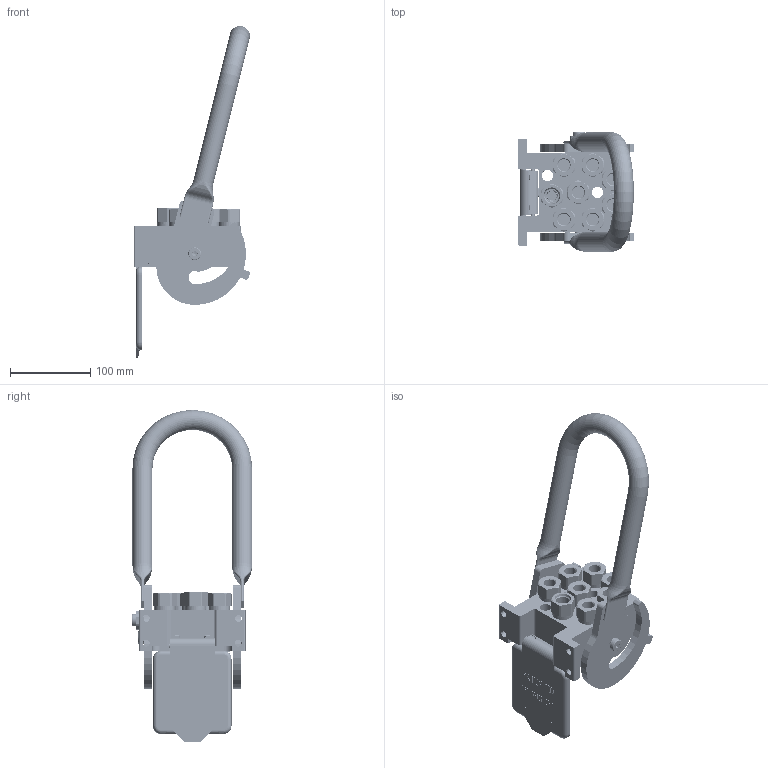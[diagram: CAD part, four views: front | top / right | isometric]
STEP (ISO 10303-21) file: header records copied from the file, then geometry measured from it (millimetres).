
FILE_DESCRIPTION (( 'STEP AP214' ), '1' );
FILE_NAME ('FASTER.step', '2021-04-23T03:12:12', ( '' ), ( '' ), 'SwSTEP 2.0', 'SolidWorks 2017', '' );
FILE_SCHEMA (( 'AUTOMOTIVE_DESIGN' ));
Length unit declared in the file: millimetre
Products named in the file (33): 2ffnb38-12saef; 4830_024_1000_011; 4830_025_0000_000; 4830_001_0005_301; or1_5x7_m; A_2ffnb38-12saef; 4850_020_0000_000; 4132_072_0000_300; 4830_024_5000_000_ASM; 4840_024_1000_020; 4830_024_5000_000_p5068; A4830_024_5000_000_p5068; 4132_014_0000_000; A_2ffnb38_gas_f; CURS_MOLLA_38; 4830_026_0000_000; et011; 2ffnb38_gas_f; 0048_042_0412_000; 0048_317_1000_000; 4820_001_0004_000; sicura; FASTER; 4830_070_0000_000; 4830_022_0000_000; P5068_F_BASE; 4830_013_3000_030; 4830_001_0005_300; 020_14_150; 4810_001_0001_014; 4840_024_1000_010
Assembly tree (41 placements, depth 5):
  FASTER
    P5068_F_BASE
      4850_020_0000_000
      4830_013_3000_030  x2
      4820_001_0004_000
      4810_001_0001_014
      4830_001_0005_300
      4830_001_0005_301
      4830_022_0000_000
      4830_070_0000_000
      0048_317_1000_000  x2
      020_14_150
    A_2ffnb38_gas_f  x7
      CURS_MOLLA_38
        4132_072_0000_300
        4132_014_0000_000
      2ffnb38_gas_f
        2ffnb38_gas_f
    A_2ffnb38-12saef
      CURS_MOLLA_38
        4132_072_0000_300
        4132_014_0000_000
      2ffnb38-12saef
        2ffnb38-12saef
    4830_024_5000_000_p5068
      A4830_024_5000_000_p5068
        4830_024_5000_000_ASM
          4830_024_1000_011
          4840_024_1000_010
          4840_024_1000_020
        sicura
          4830_025_0000_000
          4830_026_0000_000
          or1_5x7_m
          0048_042_0412_000
    et011
Bounding box: 145.21 x 150.2 x 414.71 mm (x, y, z)
Volume: 701133.2 mm3; surface area: 364109.1 mm2
Topology: 33 solids, 96 shells, 4933 faces, 12821 edges, 8238 vertices
Faces by surface type: plane 2749, cylinder 927, cone 494, bspline 407, torus 326, sphere 30
Entity records: 140366 total; most frequent: CARTESIAN_POINT 55606, ORIENTED_EDGE 17239, DIRECTION 16021, EDGE_CURVE 8695, VECTOR 6341, LINE 6341, VERTEX_POINT 5615, AXIS2_PLACEMENT_3D 4840
